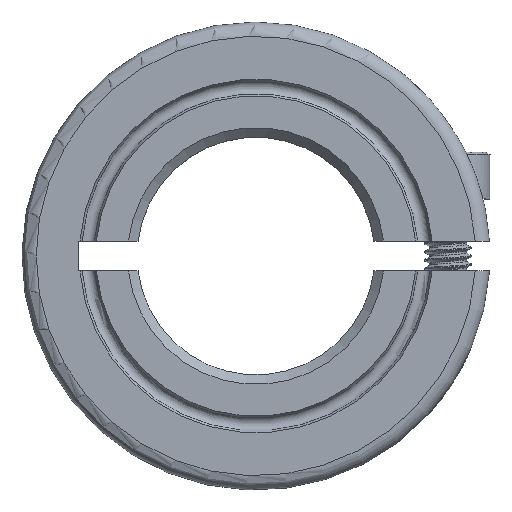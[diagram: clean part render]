
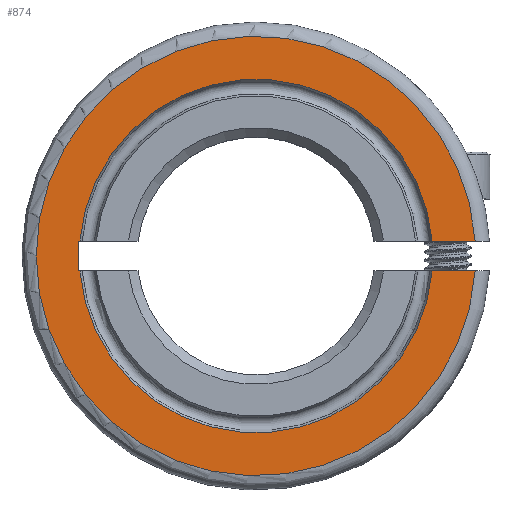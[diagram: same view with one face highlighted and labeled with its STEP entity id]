
A CAD part, top view. The second image highlights one B-rep face of the part: STEP entity #874.
In plain terms, the highlighted planar face has unit normal (0, 0, 1).
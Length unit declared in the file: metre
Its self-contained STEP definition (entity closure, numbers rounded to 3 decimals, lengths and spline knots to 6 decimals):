
#37=LINE('',#2673,#86);
#49=LINE('',#2787,#98);
#71=LINE('',#3007,#120);
#72=LINE('',#3009,#121);
#73=LINE('',#3011,#122);
#86=VECTOR('',#1002,0.002305);
#98=VECTOR('',#1026,0.002305);
#120=VECTOR('',#1108,0.000094);
#121=VECTOR('',#1109,0.0016);
#122=VECTOR('',#1110,0.000094);
#146=PLANE('',#945);
#231=FACE_OUTER_BOUND('',#290,.T.);
#290=EDGE_LOOP('',(#694,#695,#696,#697,#698,#699,#700,#701));
#336=CIRCLE('',#944,0.011738);
#337=CIRCLE('',#946,0.00944);
#338=CIRCLE('',#947,0.00944);
#367=VERTEX_POINT('',#2661);
#368=VERTEX_POINT('',#2672);
#389=VERTEX_POINT('',#2782);
#390=VERTEX_POINT('',#2786);
#416=VERTEX_POINT('',#3004);
#417=VERTEX_POINT('',#3006);
#418=VERTEX_POINT('',#3008);
#419=VERTEX_POINT('',#3010);
#453=EDGE_CURVE('',#367,#368,#37,.T.);
#477=EDGE_CURVE('',#390,#389,#49,.T.);
#518=EDGE_CURVE('',#390,#367,#336,.T.);
#519=EDGE_CURVE('',#416,#389,#337,.T.);
#520=EDGE_CURVE('',#416,#417,#71,.T.);
#521=EDGE_CURVE('',#417,#418,#72,.T.);
#522=EDGE_CURVE('',#418,#419,#73,.T.);
#523=EDGE_CURVE('',#368,#419,#338,.T.);
#694=ORIENTED_EDGE('',*,*,#453,.F.);
#695=ORIENTED_EDGE('',*,*,#518,.F.);
#696=ORIENTED_EDGE('',*,*,#477,.T.);
#697=ORIENTED_EDGE('',*,*,#519,.F.);
#698=ORIENTED_EDGE('',*,*,#520,.T.);
#699=ORIENTED_EDGE('',*,*,#521,.T.);
#700=ORIENTED_EDGE('',*,*,#522,.T.);
#701=ORIENTED_EDGE('',*,*,#523,.F.);
#874=ADVANCED_FACE('',(#231),#146,.T.);
#944=AXIS2_PLACEMENT_3D('',#3002,#1102,#1103);
#945=AXIS2_PLACEMENT_3D('',#3003,#1104,#1105);
#946=AXIS2_PLACEMENT_3D('',#3005,#1106,#1107);
#947=AXIS2_PLACEMENT_3D('',#3012,#1111,#1112);
#1002=DIRECTION('',(-1.,0.,0.));
#1026=DIRECTION('',(-1.,0.,0.));
#1102=DIRECTION('center_axis',(0.,0.,-1.));
#1103=DIRECTION('ref_axis',(0.998,-0.068,0.));
#1104=DIRECTION('center_axis',(0.,0.,1.));
#1105=DIRECTION('ref_axis',(1.,0.,0.));
#1106=DIRECTION('center_axis',(0.,0.,1.));
#1107=DIRECTION('ref_axis',(-0.996,-0.085,0.));
#1108=DIRECTION('',(-1.,0.,0.));
#1109=DIRECTION('',(0.,1.,0.));
#1110=DIRECTION('',(1.,0.,0.));
#1111=DIRECTION('center_axis',(0.,0.,1.));
#1112=DIRECTION('ref_axis',(0.996,0.085,0.));
#2661=CARTESIAN_POINT('',(0.022242,0.038691,0.070633));
#2672=CARTESIAN_POINT('',(0.019938,0.038691,0.070633));
#2673=CARTESIAN_POINT('',(0.015218,0.038691,0.070633));
#2782=CARTESIAN_POINT('',(0.019938,0.03709,0.070633));
#2786=CARTESIAN_POINT('',(0.022242,0.03709,0.070633));
#2787=CARTESIAN_POINT('',(0.015218,0.03709,0.070633));
#3002=CARTESIAN_POINT('Origin',(0.010532,0.037891,0.070633));
#3003=CARTESIAN_POINT('Origin',(0.010518,0.037891,0.070633));
#3004=CARTESIAN_POINT('',(0.001126,0.03709,0.070633));
#3005=CARTESIAN_POINT('Origin',(0.010532,0.037891,0.070633));
#3006=CARTESIAN_POINT('',(0.001032,0.03709,0.070633));
#3007=CARTESIAN_POINT('',(0.006575,0.03709,0.070633));
#3008=CARTESIAN_POINT('',(0.001032,0.038691,0.070633));
#3009=CARTESIAN_POINT('',(0.001032,0.03709,0.070633));
#3010=CARTESIAN_POINT('',(0.001126,0.038691,0.070633));
#3011=CARTESIAN_POINT('',(0.006575,0.038691,0.070633));
#3012=CARTESIAN_POINT('Origin',(0.010532,0.037891,0.070633));
